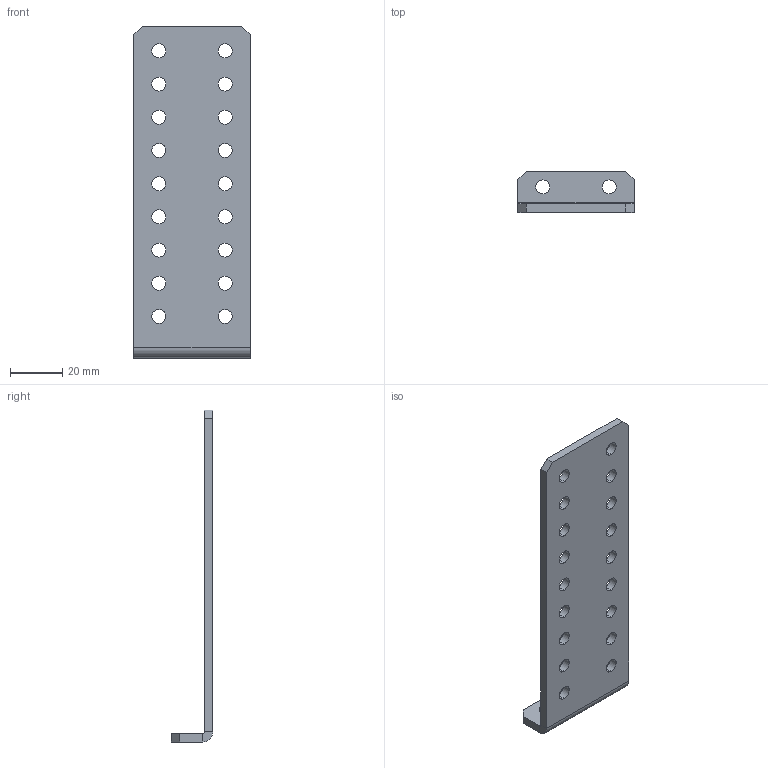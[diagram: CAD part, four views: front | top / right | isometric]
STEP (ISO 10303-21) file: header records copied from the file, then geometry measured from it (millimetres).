
FILE_DESCRIPTION (( 'STEP AP214' ), '1' );
FILE_NAME ('am-3545 AM14U3 2x9 Hole Bracket REV2.STEP', '2018-06-11T15:18:35', ( '' ), ( '' ), 'SwSTEP 2.0', 'SolidWorks 2017', '' );
FILE_SCHEMA (( 'AUTOMOTIVE_DESIGN' ));
Length unit declared in the file: inch
Products named in the file (1): am-3545 AM14U3 2x9 Hole Bracket REV2
Bounding box: 44.45 x 15.88 x 127 mm (x, y, z)
Volume: 18091.9 mm3; surface area: 13600 mm2
Topology: 1 solids, 1 shells, 58 faces, 160 edges, 104 vertices
Faces by surface type: cylinder 42, plane 16
Entity records: 2004 total; most frequent: DIRECTION 362, CARTESIAN_POINT 323, ORIENTED_EDGE 320, EDGE_CURVE 160, AXIS2_PLACEMENT_3D 143, VERTEX_POINT 104, EDGE_LOOP 98, CIRCLE 84
